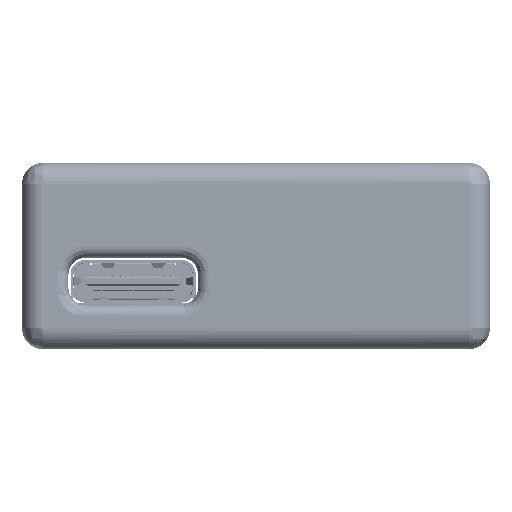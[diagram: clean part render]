
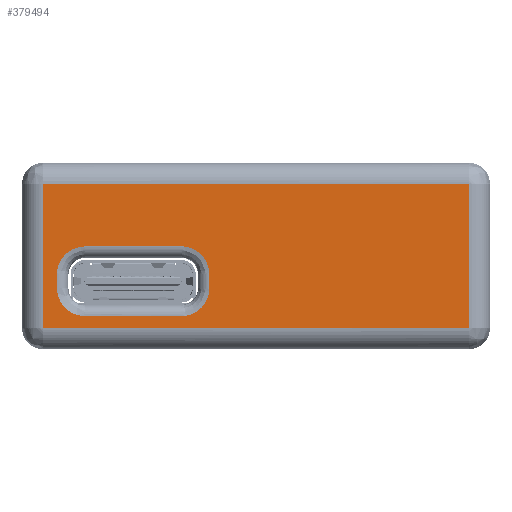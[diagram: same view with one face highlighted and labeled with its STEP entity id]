
A CAD part, front view. The second image highlights one B-rep face of the part: STEP entity #379494.
In plain terms, the highlighted free-form (B-spline) face has degree [1, 1] with [2, 2] control points.
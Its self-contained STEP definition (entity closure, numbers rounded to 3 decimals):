
#378896 = VERTEX_POINT('',#378897);
#378897 = CARTESIAN_POINT('',(-40.296,-31.202,
    -5.363));
#378960 = VERTEX_POINT('',#378961);
#378961 = CARTESIAN_POINT('',(-37.486,-31.202,
    -8.172));
#379004 = EDGE_CURVE('',#378896,#378960,#379005,.T.);
#379005 = B_SPLINE_CURVE_WITH_KNOTS('',3,(#379006,#379007,#379008,
    #379009,#379010,#379011,#379012,#379013,#379014,#379015,#379016,
    #379017,#379018,#379019,#379020,#379021,#379022,#379023),
  .UNSPECIFIED.,.F.,.F.,(4,2,2,2,2,2,2,2,4),(-0.001,0.,
    0.,0.073,0.151,0.228,
    0.301,0.301,0.302),.UNSPECIFIED.);
#379006 = CARTESIAN_POINT('',(-40.296,-31.202,
    -5.363));
#379007 = CARTESIAN_POINT('',(-40.296,-31.202,
    -5.368));
#379008 = CARTESIAN_POINT('',(-40.295,-31.202,
    -5.374));
#379009 = CARTESIAN_POINT('',(-40.295,-31.202,
    -5.38));
#379010 = CARTESIAN_POINT('',(-40.295,-31.202,
    -5.381));
#379011 = CARTESIAN_POINT('',(-40.285,-31.202,
    -5.734));
#379012 = CARTESIAN_POINT('',(-40.217,-31.202,
    -6.09));
#379013 = CARTESIAN_POINT('',(-39.945,-31.202,
    -6.76));
#379014 = CARTESIAN_POINT('',(-39.73,-31.202,
    -7.081));
#379015 = CARTESIAN_POINT('',(-39.204,-31.202,
    -7.606));
#379016 = CARTESIAN_POINT('',(-38.884,-31.202,
    -7.821));
#379017 = CARTESIAN_POINT('',(-38.213,-31.202,
    -8.093));
#379018 = CARTESIAN_POINT('',(-37.858,-31.202,
    -8.161));
#379019 = CARTESIAN_POINT('',(-37.505,-31.202,
    -8.171));
#379020 = CARTESIAN_POINT('',(-37.504,-31.202,
    -8.171));
#379021 = CARTESIAN_POINT('',(-37.497,-31.202,
    -8.171));
#379022 = CARTESIAN_POINT('',(-37.492,-31.202,
    -8.172));
#379023 = CARTESIAN_POINT('',(-37.486,-31.202,
    -8.172));
#379127 = VERTEX_POINT('',#379128);
#379128 = CARTESIAN_POINT('',(-40.296,-31.202,
    -3.957));
#379134 = EDGE_CURVE('',#379127,#378896,#379135,.T.);
#379135 = B_SPLINE_CURVE_WITH_KNOTS('',1,(#379136,#379137),
  .UNSPECIFIED.,.F.,.F.,(2,2),(-2.35,-1.376),
  .PIECEWISE_BEZIER_KNOTS.);
#379136 = CARTESIAN_POINT('',(-40.296,-31.202,
    -3.957));
#379137 = CARTESIAN_POINT('',(-40.296,-31.202,
    -5.363));
#379153 = VERTEX_POINT('',#379154);
#379154 = CARTESIAN_POINT('',(-37.467,-31.202,
    -1.129));
#379160 = EDGE_CURVE('',#379153,#379127,#379161,.T.);
#379161 = ( BOUNDED_CURVE() B_SPLINE_CURVE(2,(#379162,#379163,#379164),
.UNSPECIFIED.,.F.,.F.) B_SPLINE_CURVE_WITH_KNOTS((3,3),(5.498,
7.069),.PIECEWISE_BEZIER_KNOTS.) CURVE() 
GEOMETRIC_REPRESENTATION_ITEM() RATIONAL_B_SPLINE_CURVE((1.,
0.707,1.)) REPRESENTATION_ITEM('') );
#379162 = CARTESIAN_POINT('',(-37.467,-31.202,
    -1.129));
#379163 = CARTESIAN_POINT('',(-40.296,-31.202,
    -1.129));
#379164 = CARTESIAN_POINT('',(-40.296,-31.202,
    -3.957));
#379189 = VERTEX_POINT('',#379190);
#379190 = CARTESIAN_POINT('',(-27.739,-31.202,
    -1.129));
#379196 = EDGE_CURVE('',#379189,#379153,#379197,.T.);
#379197 = B_SPLINE_CURVE_WITH_KNOTS('',1,(#379198,#379199),
  .UNSPECIFIED.,.F.,.F.,(2,2),(-8.945,-2.205),
  .PIECEWISE_BEZIER_KNOTS.);
#379198 = CARTESIAN_POINT('',(-27.739,-31.202,
    -1.129));
#379199 = CARTESIAN_POINT('',(-37.467,-31.202,
    -1.129));
#379220 = VERTEX_POINT('',#379221);
#379221 = CARTESIAN_POINT('',(-24.911,-31.202,
    -3.957));
#379227 = EDGE_CURVE('',#379220,#379189,#379228,.T.);
#379228 = ( BOUNDED_CURVE() B_SPLINE_CURVE(2,(#379229,#379230,#379231),
.UNSPECIFIED.,.F.,.F.) B_SPLINE_CURVE_WITH_KNOTS((3,3),(5.498,
7.069),.PIECEWISE_BEZIER_KNOTS.) CURVE() 
GEOMETRIC_REPRESENTATION_ITEM() RATIONAL_B_SPLINE_CURVE((1.,
0.707,1.)) REPRESENTATION_ITEM('') );
#379229 = CARTESIAN_POINT('',(-24.911,-31.202,
    -3.957));
#379230 = CARTESIAN_POINT('',(-24.911,-31.202,
    -1.129));
#379231 = CARTESIAN_POINT('',(-27.739,-31.202,
    -1.129));
#379256 = VERTEX_POINT('',#379257);
#379257 = CARTESIAN_POINT('',(-24.911,-31.202,
    -5.343));
#379263 = EDGE_CURVE('',#379256,#379220,#379264,.T.);
#379264 = B_SPLINE_CURVE_WITH_KNOTS('',1,(#379265,#379266),
  .UNSPECIFIED.,.F.,.F.,(2,2),(0.909,1.869),
  .PIECEWISE_BEZIER_KNOTS.);
#379265 = CARTESIAN_POINT('',(-24.911,-31.202,
    -5.343));
#379266 = CARTESIAN_POINT('',(-24.911,-31.202,
    -3.957));
#379287 = VERTEX_POINT('',#379288);
#379288 = CARTESIAN_POINT('',(-27.739,-31.202,
    -8.172));
#379294 = EDGE_CURVE('',#379287,#379256,#379295,.T.);
#379295 = ( BOUNDED_CURVE() B_SPLINE_CURVE(2,(#379296,#379297,#379298),
.UNSPECIFIED.,.F.,.F.) B_SPLINE_CURVE_WITH_KNOTS((3,3),(5.498,
7.069),.PIECEWISE_BEZIER_KNOTS.) CURVE() 
GEOMETRIC_REPRESENTATION_ITEM() RATIONAL_B_SPLINE_CURVE((1.,
0.707,1.)) REPRESENTATION_ITEM('') );
#379296 = CARTESIAN_POINT('',(-27.739,-31.202,
    -8.172));
#379297 = CARTESIAN_POINT('',(-24.911,-31.202,
    -8.172));
#379298 = CARTESIAN_POINT('',(-24.911,-31.202,
    -5.343));
#379320 = EDGE_CURVE('',#378960,#379287,#379321,.T.);
#379321 = B_SPLINE_CURVE_WITH_KNOTS('',1,(#379322,#379323),
  .UNSPECIFIED.,.F.,.F.,(2,2),(-1.178,5.575),
  .PIECEWISE_BEZIER_KNOTS.);
#379322 = CARTESIAN_POINT('',(-37.486,-31.202,
    -8.172));
#379323 = CARTESIAN_POINT('',(-27.739,-31.202,
    -8.172));
#379494 = ADVANCED_FACE('',(#379495,#379525),#379535,.T.);
#379495 = FACE_BOUND('',#379496,.T.);
#379496 = EDGE_LOOP('',(#379497,#379506,#379513,#379520));
#379497 = ORIENTED_EDGE('',*,*,#379498,.F.);
#379498 = EDGE_CURVE('',#379499,#379501,#379503,.T.);
#379499 = VERTEX_POINT('',#379500);
#379500 = CARTESIAN_POINT('',(1.284,-31.202,
    5.167));
#379501 = VERTEX_POINT('',#379502);
#379502 = CARTESIAN_POINT('',(1.284,-31.202,
    -9.352));
#379503 = B_SPLINE_CURVE_WITH_KNOTS('',1,(#379504,#379505),
  .UNSPECIFIED.,.F.,.F.,(2,2),(-10.06,0.),.PIECEWISE_BEZIER_KNOTS.);
#379504 = CARTESIAN_POINT('',(1.284,-31.202,
    5.167));
#379505 = CARTESIAN_POINT('',(1.284,-31.202,
    -9.352));
#379506 = ORIENTED_EDGE('',*,*,#379507,.F.);
#379507 = EDGE_CURVE('',#379508,#379499,#379510,.T.);
#379508 = VERTEX_POINT('',#379509);
#379509 = CARTESIAN_POINT('',(-41.682,-31.202,
    5.167));
#379510 = B_SPLINE_CURVE_WITH_KNOTS('',1,(#379511,#379512),
  .UNSPECIFIED.,.F.,.F.,(2,2),(-6.698,23.073),
  .PIECEWISE_BEZIER_KNOTS.);
#379511 = CARTESIAN_POINT('',(-41.682,-31.202,
    5.167));
#379512 = CARTESIAN_POINT('',(1.284,-31.202,
    5.167));
#379513 = ORIENTED_EDGE('',*,*,#379514,.F.);
#379514 = EDGE_CURVE('',#379515,#379508,#379517,.T.);
#379515 = VERTEX_POINT('',#379516);
#379516 = CARTESIAN_POINT('',(-41.682,-31.202,
    -9.352));
#379517 = B_SPLINE_CURVE_WITH_KNOTS('',1,(#379518,#379519),
  .UNSPECIFIED.,.F.,.F.,(2,2),(0.,10.06),.PIECEWISE_BEZIER_KNOTS.);
#379518 = CARTESIAN_POINT('',(-41.682,-31.202,
    -9.352));
#379519 = CARTESIAN_POINT('',(-41.682,-31.202,
    5.167));
#379520 = ORIENTED_EDGE('',*,*,#379521,.F.);
#379521 = EDGE_CURVE('',#379501,#379515,#379522,.T.);
#379522 = B_SPLINE_CURVE_WITH_KNOTS('',1,(#379523,#379524),
  .UNSPECIFIED.,.F.,.F.,(2,2),(1.49,31.261),
  .PIECEWISE_BEZIER_KNOTS.);
#379523 = CARTESIAN_POINT('',(1.284,-31.202,
    -9.352));
#379524 = CARTESIAN_POINT('',(-41.682,-31.202,
    -9.352));
#379525 = FACE_BOUND('',#379526,.T.);
#379526 = EDGE_LOOP('',(#379527,#379528,#379529,#379530,#379531,#379532,
    #379533,#379534));
#379527 = ORIENTED_EDGE('',*,*,#379004,.F.);
#379528 = ORIENTED_EDGE('',*,*,#379134,.F.);
#379529 = ORIENTED_EDGE('',*,*,#379160,.F.);
#379530 = ORIENTED_EDGE('',*,*,#379196,.F.);
#379531 = ORIENTED_EDGE('',*,*,#379227,.F.);
#379532 = ORIENTED_EDGE('',*,*,#379263,.F.);
#379533 = ORIENTED_EDGE('',*,*,#379294,.F.);
#379534 = ORIENTED_EDGE('',*,*,#379320,.F.);
#379535 = B_SPLINE_SURFACE_WITH_KNOTS('',1,1,(
    (#379536,#379537)
    ,(#379538,#379539
    )),.UNSPECIFIED.,.F.,.F.,.F.,(2,2),(2,2),(1.49,31.261),(0.,
    10.06),.PIECEWISE_BEZIER_KNOTS.);
#379536 = CARTESIAN_POINT('',(-41.682,-31.202,
    -9.352));
#379537 = CARTESIAN_POINT('',(-41.682,-31.202,
    5.167));
#379538 = CARTESIAN_POINT('',(1.284,-31.202,
    -9.352));
#379539 = CARTESIAN_POINT('',(1.284,-31.202,
    5.167));
